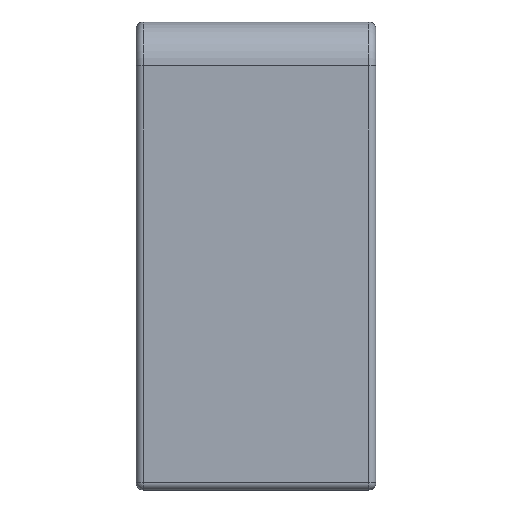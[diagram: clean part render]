
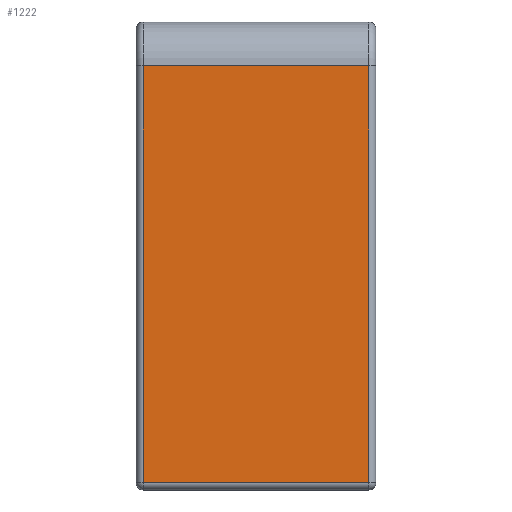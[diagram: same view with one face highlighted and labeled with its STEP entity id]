
A CAD part, left-side view. The second image highlights one B-rep face of the part: STEP entity #1222.
In plain terms, the highlighted planar face has unit normal (-1, 0, 0).
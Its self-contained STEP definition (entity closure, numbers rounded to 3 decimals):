
#53=PLANE('',#1405);
#139=FACE_OUTER_BOUND('',#219,.T.);
#219=EDGE_LOOP('',(#1090,#1091,#1092,#1093));
#255=LINE('',#2021,#332);
#288=LINE('',#2222,#365);
#298=LINE('',#2293,#375);
#299=LINE('',#2295,#376);
#332=VECTOR('',#1538,10.);
#365=VECTOR('',#1729,10.);
#375=VECTOR('',#1813,10.);
#376=VECTOR('',#1816,10.);
#531=VERTEX_POINT('',#2018);
#532=VERTEX_POINT('',#2020);
#566=VERTEX_POINT('',#2219);
#567=VERTEX_POINT('',#2221);
#643=EDGE_CURVE('',#531,#532,#255,.T.);
#721=EDGE_CURVE('',#566,#567,#288,.T.);
#749=EDGE_CURVE('',#531,#567,#298,.T.);
#750=EDGE_CURVE('',#532,#566,#299,.T.);
#1090=ORIENTED_EDGE('',*,*,#643,.F.);
#1091=ORIENTED_EDGE('',*,*,#749,.T.);
#1092=ORIENTED_EDGE('',*,*,#721,.F.);
#1093=ORIENTED_EDGE('',*,*,#750,.F.);
#1222=ADVANCED_FACE('',(#139),#53,.T.);
#1405=AXIS2_PLACEMENT_3D('',#2294,#1814,#1815);
#1538=DIRECTION('',(0.,0.,-1.));
#1729=DIRECTION('',(0.,0.,1.));
#1813=DIRECTION('',(0.,1.,0.));
#1814=DIRECTION('center_axis',(-1.,0.,0.));
#1815=DIRECTION('ref_axis',(0.,0.,1.));
#1816=DIRECTION('',(0.,1.,0.));
#2018=CARTESIAN_POINT('',(0.,0.5,-3.));
#2020=CARTESIAN_POINT('',(0.,0.5,-31.5));
#2021=CARTESIAN_POINT('',(0.,0.5,-23.75));
#2219=CARTESIAN_POINT('',(0.,15.9,-31.5));
#2221=CARTESIAN_POINT('',(0.,15.9,-3.));
#2222=CARTESIAN_POINT('',(0.,15.9,-23.75));
#2293=CARTESIAN_POINT('',(0.,0.,-3.));
#2294=CARTESIAN_POINT('Origin',(0.,0.,-31.5));
#2295=CARTESIAN_POINT('',(0.,0.,-31.5));
